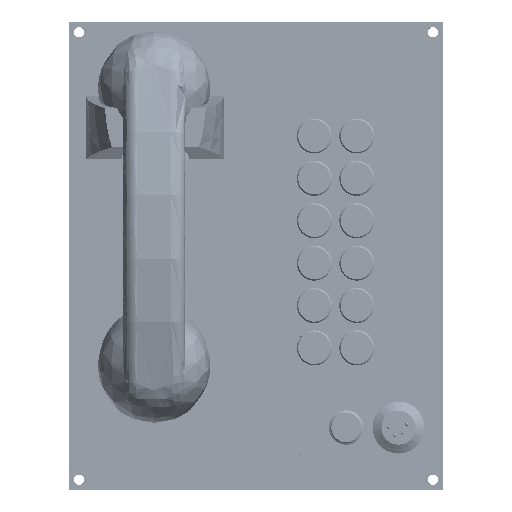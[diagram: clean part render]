
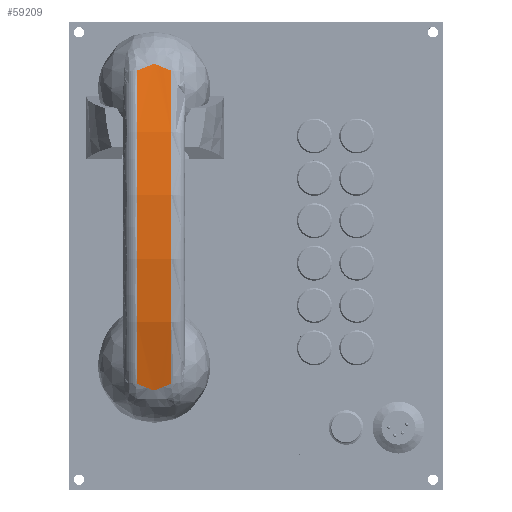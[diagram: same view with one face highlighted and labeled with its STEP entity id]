
A CAD part, top view. The second image highlights one B-rep face of the part: STEP entity #59209.
In plain terms, the highlighted cylindrical face has radius 276.22 mm (diameter 552.44 mm), a partial arc.
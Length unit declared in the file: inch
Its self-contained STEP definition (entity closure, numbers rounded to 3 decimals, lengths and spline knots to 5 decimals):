
#1029 = CARTESIAN_POINT ( 'NONE',  ( 0.06171, 2.43172, 3.46944 ) ) ;
#3691 = CARTESIAN_POINT ( 'NONE',  ( 0.1225, 2.43993, 3.44496 ) ) ;
#5767 = CARTESIAN_POINT ( 'NONE',  ( 0.365, 2.47261, -3.34551 ) ) ;
#6483 = CARTESIAN_POINT ( 'NONE',  ( 0.01365, 2.42791, -3.48073 ) ) ;
#7170 = CARTESIAN_POINT ( 'NONE',  ( 0.07705, 2.43365, -3.46368 ) ) ;
#13350 = CARTESIAN_POINT ( 'NONE',  ( -0.08115, 2.43418, 3.4621 ) ) ;
#14003 = CARTESIAN_POINT ( 'NONE',  ( -0.12592, 2.44042, 3.44347 ) ) ;
#14987 = CARTESIAN_POINT ( 'NONE',  ( -0.365, 2.47261, -3.34551 ) ) ;
#16078 = CARTESIAN_POINT ( 'NONE',  ( -0.12592, 2.44042, -3.44347 ) ) ;
#16985 = ORIENTED_EDGE ( 'NONE', *, *, #120375, .T. ) ;
#17450 = CARTESIAN_POINT ( 'NONE',  ( -0.24422, 2.45765, -3.39144 ) ) ;
#22375 = CARTESIAN_POINT ( 'NONE',  ( 0.02988, 2.42879, 3.47813 ) ) ;
#23032 = CARTESIAN_POINT ( 'NONE',  ( -0.30416, 2.46556, 3.36725 ) ) ;
#23701 = CARTESIAN_POINT ( 'NONE',  ( 0.03792, 2.42943, 3.47621 ) ) ;
#24369 = CARTESIAN_POINT ( 'NONE',  ( -0.03518, 2.42909, 3.47723 ) ) ;
#26454 = CARTESIAN_POINT ( 'NONE',  ( 0.00536, 2.42769, -3.48139 ) ) ;
#29055 = DIRECTION ( 'NONE',  ( -1., 0., 0. ) ) ;
#32048 = CARTESIAN_POINT ( 'NONE',  ( -0.21454, 2.45343, 3.40427 ) ) ;
#32731 = CARTESIAN_POINT ( 'NONE',  ( -0.17022, 2.44695, 3.42387 ) ) ;
#33482 = AXIS2_PLACEMENT_3D ( 'NONE', #49961, #91922, #58184 ) ;
#34337 = DIRECTION ( 'NONE',  ( -1., 0., 0. ) ) ;
#34736 = CARTESIAN_POINT ( 'NONE',  ( 0.21248, 2.45314, 3.40517 ) ) ;
#34818 = VERTEX_POINT ( 'NONE', #103252 ) ;
#37522 = CARTESIAN_POINT ( 'NONE',  ( -0.30416, 2.46556, -3.36725 ) ) ;
#39567 = CARTESIAN_POINT ( 'NONE',  ( 0.15252, 2.44432, -3.43177 ) ) ;
#40079 = ORIENTED_EDGE ( 'NONE', *, *, #111938, .T. ) ;
#40114 = CARTESIAN_POINT ( 'NONE',  ( 0.365, 2.47261, 3.34551 ) ) ;
#40795 = DIRECTION ( 'NONE',  ( 0., 0., 1. ) ) ;
#41702 = VERTEX_POINT ( 'NONE', #14987 ) ;
#47226 = CIRCLE ( 'NONE', #84513, 10.8748 ) ;
#47800 = CARTESIAN_POINT ( 'NONE',  ( -0.08115, 2.43418, -3.4621 ) ) ;
#48495 = CARTESIAN_POINT ( 'NONE',  ( 0.30331, 2.46545, -3.36758 ) ) ;
#49961 = CARTESIAN_POINT ( 'NONE',  ( -0.365, -7.8748, 0. ) ) ;
#50948 = AXIS2_PLACEMENT_3D ( 'NONE', #115028, #29055, #40795 ) ;
#51642 = B_SPLINE_CURVE_WITH_KNOTS ( 'NONE', 3,
 ( #126932, #96609, #118639, #75277, #34736, #76607, #105614, #3691, #55327, #126254, #1029, #23701, #22375, #128269, #84955, #95921, #24369, #106948, #13350, #53338, #14003, #116626, #32731, #32048, #64962, #23032, #97266, #53990 ),
 .UNSPECIFIED., .F., .F.,
 ( 4, 2, 2, 2, 2, 2, 2, 2, 2, 2, 2, 2, 2, 4 ),
 ( 0.00787, 0.01042, 0.01296, 0.01424, 0.01551, 0.01678, 0.01742, 0.01805, 0.01933, 0.0206, 0.02187, 0.02314, 0.02569, 0.02823 ),
 .UNSPECIFIED. ) ;
#53338 = CARTESIAN_POINT ( 'NONE',  ( -0.1111, 2.43827, 3.44991 ) ) ;
#53990 = CARTESIAN_POINT ( 'NONE',  ( -0.365, 2.47261, 3.34551 ) ) ;
#55327 = CARTESIAN_POINT ( 'NONE',  ( 0.10746, 2.43775, 3.45146 ) ) ;
#55590 = CARTESIAN_POINT ( 'NONE',  ( 0.365, -7.8748, 0. ) ) ;
#58184 = DIRECTION ( 'NONE',  ( 0., 0., 1. ) ) ;
#59209 = ADVANCED_FACE ( 'NONE', ( #135664 ), #133621, .T. ) ;
#59410 = CARTESIAN_POINT ( 'NONE',  ( -0.3344, 2.46925, -3.35589 ) ) ;
#59594 = CARTESIAN_POINT ( 'NONE',  ( 0.365, 2.47261, -3.34551 ) ) ;
#60082 = CARTESIAN_POINT ( 'NONE',  ( 0.16749, 2.44654, -3.42508 ) ) ;
#64962 = CARTESIAN_POINT ( 'NONE',  ( -0.24422, 2.45765, 3.39144 ) ) ;
#67311 = EDGE_CURVE ( 'NONE', #105503, #34818, #51642, .T. ) ;
#68697 = EDGE_LOOP ( 'NONE', ( #83850, #107496, #40079, #16985 ) ) ;
#69069 = CARTESIAN_POINT ( 'NONE',  ( 0.33396, 2.4692, -3.35604 ) ) ;
#75277 = CARTESIAN_POINT ( 'NONE',  ( 0.24256, 2.45743, 3.39213 ) ) ;
#76607 = CARTESIAN_POINT ( 'NONE',  ( 0.16749, 2.44654, 3.42508 ) ) ;
#78691 = CARTESIAN_POINT ( 'NONE',  ( -0.06601, 2.43224, -3.46789 ) ) ;
#79381 = CARTESIAN_POINT ( 'NONE',  ( -0.1111, 2.43827, -3.44991 ) ) ;
#80059 = CARTESIAN_POINT ( 'NONE',  ( -0.03518, 2.42909, -3.47723 ) ) ;
#80736 = CARTESIAN_POINT ( 'NONE',  ( -0.21454, 2.45343, -3.40427 ) ) ;
#81426 = CARTESIAN_POINT ( 'NONE',  ( 0.02988, 2.42879, -3.47813 ) ) ;
#83850 = ORIENTED_EDGE ( 'NONE', *, *, #103067, .T. ) ;
#84002 = CIRCLE ( 'NONE', #33482, 10.8748 ) ;
#84513 = AXIS2_PLACEMENT_3D ( 'NONE', #55590, #34337, #97531 ) ;
#84955 = CARTESIAN_POINT ( 'NONE',  ( 0.00536, 2.42769, 3.48139 ) ) ;
#88122 = B_SPLINE_CURVE_WITH_KNOTS ( 'NONE', 3,
 ( #5767, #69069, #48495, #111049, #100003, #60082, #39567, #89760, #100700, #7170, #110376, #90446, #81426, #6483, #26454, #111739, #80059, #78691, #47800, #79381, #16078, #131699, #133065, #80736, #17450, #37522, #59410, #121375 ),
 .UNSPECIFIED., .F., .F.,
 ( 4, 2, 2, 2, 2, 2, 2, 2, 2, 2, 2, 2, 2, 4 ),
 ( 0.00787, 0.01042, 0.01296, 0.01424, 0.01551, 0.01678, 0.01742, 0.01805, 0.01933, 0.0206, 0.02187, 0.02314, 0.02569, 0.02823 ),
 .UNSPECIFIED. ) ;
#89760 = CARTESIAN_POINT ( 'NONE',  ( 0.1225, 2.43993, -3.44496 ) ) ;
#90446 = CARTESIAN_POINT ( 'NONE',  ( 0.03792, 2.42943, -3.47621 ) ) ;
#91922 = DIRECTION ( 'NONE',  ( 1., 0., 0. ) ) ;
#95921 = CARTESIAN_POINT ( 'NONE',  ( -0.01948, 2.42788, 3.48082 ) ) ;
#96609 = CARTESIAN_POINT ( 'NONE',  ( 0.33396, 2.4692, 3.35604 ) ) ;
#97266 = CARTESIAN_POINT ( 'NONE',  ( -0.3344, 2.46925, 3.35589 ) ) ;
#97531 = DIRECTION ( 'NONE',  ( 0., 0., 1. ) ) ;
#100003 = CARTESIAN_POINT ( 'NONE',  ( 0.21248, 2.45314, -3.40517 ) ) ;
#100700 = CARTESIAN_POINT ( 'NONE',  ( 0.10746, 2.43775, -3.45146 ) ) ;
#103067 = EDGE_CURVE ( 'NONE', #41702, #34818, #84002, .T. ) ;
#103252 = CARTESIAN_POINT ( 'NONE',  ( -0.365, 2.47261, 3.34551 ) ) ;
#105503 = VERTEX_POINT ( 'NONE', #40114 ) ;
#105614 = CARTESIAN_POINT ( 'NONE',  ( 0.15252, 2.44432, 3.43177 ) ) ;
#106948 = CARTESIAN_POINT ( 'NONE',  ( -0.06601, 2.43224, 3.46789 ) ) ;
#107496 = ORIENTED_EDGE ( 'NONE', *, *, #67311, .F. ) ;
#110376 = CARTESIAN_POINT ( 'NONE',  ( 0.06171, 2.43172, -3.46944 ) ) ;
#111049 = CARTESIAN_POINT ( 'NONE',  ( 0.24256, 2.45743, -3.39213 ) ) ;
#111739 = CARTESIAN_POINT ( 'NONE',  ( -0.01948, 2.42788, -3.48082 ) ) ;
#111938 = EDGE_CURVE ( 'NONE', #105503, #119011, #47226, .T. ) ;
#115028 = CARTESIAN_POINT ( 'NONE',  ( 0.665, -7.8748, 0. ) ) ;
#116626 = CARTESIAN_POINT ( 'NONE',  ( -0.15548, 2.44476, 3.43045 ) ) ;
#118639 = CARTESIAN_POINT ( 'NONE',  ( 0.30331, 2.46545, 3.36758 ) ) ;
#119011 = VERTEX_POINT ( 'NONE', #59594 ) ;
#120375 = EDGE_CURVE ( 'NONE', #119011, #41702, #88122, .T. ) ;
#121375 = CARTESIAN_POINT ( 'NONE',  ( -0.365, 2.47261, -3.34551 ) ) ;
#126254 = CARTESIAN_POINT ( 'NONE',  ( 0.07705, 2.43365, 3.46368 ) ) ;
#126932 = CARTESIAN_POINT ( 'NONE',  ( 0.365, 2.47261, 3.34551 ) ) ;
#128269 = CARTESIAN_POINT ( 'NONE',  ( 0.01365, 2.42791, 3.48073 ) ) ;
#131699 = CARTESIAN_POINT ( 'NONE',  ( -0.15548, 2.44476, -3.43045 ) ) ;
#133065 = CARTESIAN_POINT ( 'NONE',  ( -0.17022, 2.44695, -3.42387 ) ) ;
#133621 = CYLINDRICAL_SURFACE ( 'NONE', #50948, 10.8748 ) ;
#135664 = FACE_OUTER_BOUND ( 'NONE', #68697, .T. ) ;
